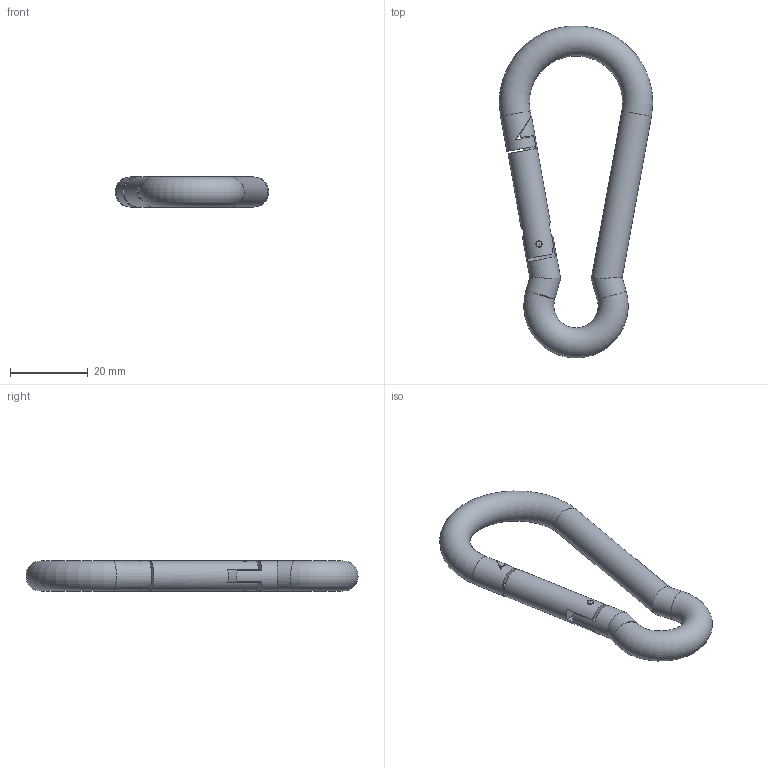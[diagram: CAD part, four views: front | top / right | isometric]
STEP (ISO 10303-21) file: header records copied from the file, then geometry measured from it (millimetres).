
FILE_DESCRIPTION(/* description */ (''),/* implementation_level */ '2;1');
FILE_NAME(/* name */ '1025830.stp',/* time_stamp */ '2024-07-23T15:00:00+02:00',/* author */ ('Bo'),/* organization */ (''),/* preprocessor_version */ 'ST-DEVELOPER v20',/* originating_system */ 'Autodesk Inventor 2025',/* authorisation */ ' ');
FILE_SCHEMA (('AUTOMOTIVE_DESIGN { 1 0 10303 214 3 1 1 }'));
Length unit declared in the file: millimetre
Products named in the file (4): 1025830; 1025830-1; 1025830-2; 1025830-3
Assembly tree (3 placements, depth 2):
  1025830
    1025830-1
    1025830-2
    1025830-3
Bounding box: 39.6 x 85.61 x 8.15 mm (x, y, z)
Volume: 8668 mm3; surface area: 5098.7 mm2
Topology: 3 solids, 3 shells, 45 faces, 121 edges, 81 vertices
Faces by surface type: plane 27, cylinder 11, torus 5, bspline 2
Full cylindrical faces by diameter (mm): 1.5 x1, 1.6 x1, 1.62 x2, 7.66 x1, 7.77 x5
Entity records: 2182 total; most frequent: CARTESIAN_POINT 825, DIRECTION 260, ORIENTED_EDGE 238, EDGE_CURVE 119, AXIS2_PLACEMENT_3D 102, VERTEX_POINT 81, LINE 56, VECTOR 56
